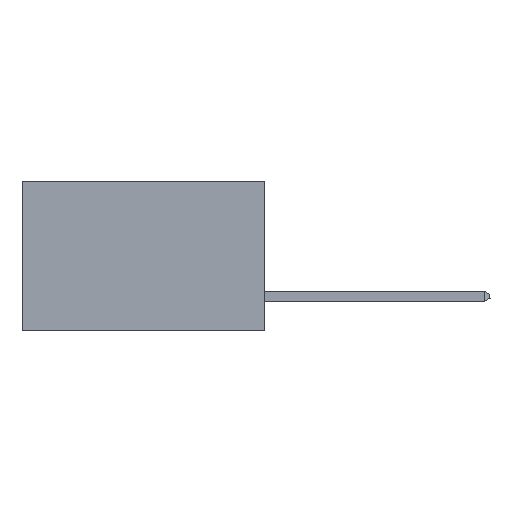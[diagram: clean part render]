
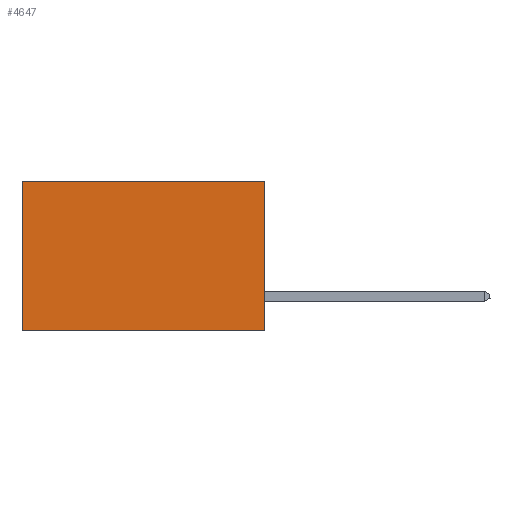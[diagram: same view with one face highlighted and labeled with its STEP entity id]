
A CAD part, left-side view. The second image highlights one B-rep face of the part: STEP entity #4647.
In plain terms, the highlighted planar face has unit normal (-1, 0, 0).
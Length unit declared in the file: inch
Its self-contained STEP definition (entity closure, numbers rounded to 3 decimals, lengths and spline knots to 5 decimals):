
#6 = ORIENTED_EDGE ( 'NONE', *, *, #28367, .F. ) ;
#1440 = EDGE_CURVE ( 'NONE', #7283, #27675, #6052, .T. ) ;
#1494 = VECTOR ( 'NONE', #23610, 39.37008 ) ;
#3804 = DIRECTION ( 'NONE',  ( 0., 0., -1. ) ) ;
#4647 = ADVANCED_FACE ( 'NONE', ( #22053 ), #19613, .F. ) ;
#5793 = ORIENTED_EDGE ( 'NONE', *, *, #24835, .T. ) ;
#5820 = VECTOR ( 'NONE', #11268, 39.37008 ) ;
#6052 = LINE ( 'NONE', #19247, #1494 ) ;
#6118 = VECTOR ( 'NONE', #3804, 39.37008 ) ;
#7240 = ORIENTED_EDGE ( 'NONE', *, *, #22438, .T. ) ;
#7283 = VERTEX_POINT ( 'NONE', #24791 ) ;
#8286 = CARTESIAN_POINT ( 'NONE',  ( 0.298, 0.6, 0. ) ) ;
#9384 = CARTESIAN_POINT ( 'NONE',  ( 0.298, 0., 0. ) ) ;
#9596 = ORIENTED_EDGE ( 'NONE', *, *, #1440, .F. ) ;
#10368 = DIRECTION ( 'NONE',  ( 0., 0., -1. ) ) ;
#10890 = AXIS2_PLACEMENT_3D ( 'NONE', #23778, #17234, #10368 ) ;
#10905 = VECTOR ( 'NONE', #24999, 39.37008 ) ;
#11268 = DIRECTION ( 'NONE',  ( 0., 1., 0. ) ) ;
#16435 = CARTESIAN_POINT ( 'NONE',  ( 0.298, 0.6, -0.37 ) ) ;
#16875 = LINE ( 'NONE', #9384, #10905 ) ;
#17234 = DIRECTION ( 'NONE',  ( 1., 0., 0. ) ) ;
#19247 = CARTESIAN_POINT ( 'NONE',  ( 0.298, 0., -0.37 ) ) ;
#19613 = PLANE ( 'NONE',  #10890 ) ;
#21871 = CARTESIAN_POINT ( 'NONE',  ( 0.298, 0., 0. ) ) ;
#21912 = CARTESIAN_POINT ( 'NONE',  ( 0.298, 0.6, 0. ) ) ;
#22053 = FACE_OUTER_BOUND ( 'NONE', #23904, .T. ) ;
#22438 = EDGE_CURVE ( 'NONE', #23745, #27675, #22667, .T. ) ;
#22667 = LINE ( 'NONE', #21912, #6118 ) ;
#23610 = DIRECTION ( 'NONE',  ( 0., 1., 0. ) ) ;
#23745 = VERTEX_POINT ( 'NONE', #8286 ) ;
#23778 = CARTESIAN_POINT ( 'NONE',  ( 0.298, 0., 0. ) ) ;
#23904 = EDGE_LOOP ( 'NONE', ( #7240, #9596, #6, #5793 ) ) ;
#24690 = CARTESIAN_POINT ( 'NONE',  ( 0.298, 0., 0. ) ) ;
#24791 = CARTESIAN_POINT ( 'NONE',  ( 0.298, 0., -0.37 ) ) ;
#24835 = EDGE_CURVE ( 'NONE', #27964, #23745, #25855, .T. ) ;
#24999 = DIRECTION ( 'NONE',  ( 0., 0., -1. ) ) ;
#25855 = LINE ( 'NONE', #24690, #5820 ) ;
#27675 = VERTEX_POINT ( 'NONE', #16435 ) ;
#27964 = VERTEX_POINT ( 'NONE', #21871 ) ;
#28367 = EDGE_CURVE ( 'NONE', #27964, #7283, #16875, .T. ) ;
